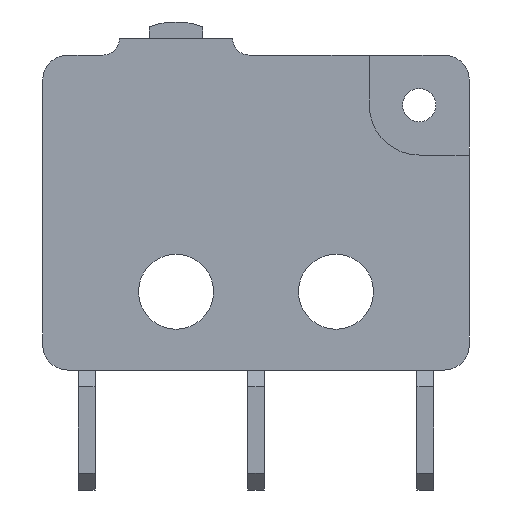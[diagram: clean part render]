
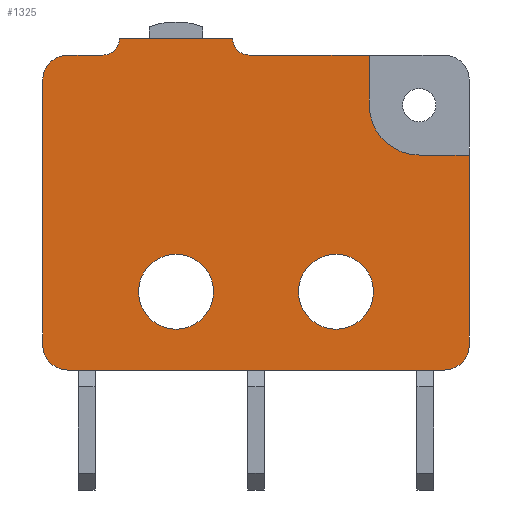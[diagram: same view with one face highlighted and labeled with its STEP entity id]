
A CAD part, front view. The second image highlights one B-rep face of the part: STEP entity #1325.
In plain terms, the highlighted face is planar.
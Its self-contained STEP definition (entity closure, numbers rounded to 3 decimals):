
#31=FACE_BOUND('',#192,.T.);
#32=FACE_BOUND('',#193,.T.);
#51=PLANE('',#1437);
#114=FACE_OUTER_BOUND('',#191,.T.);
#191=EDGE_LOOP('',(#1015,#1016,#1017,#1018,#1019,#1020,#1021,#1022,#1023,
#1024,#1025,#1026,#1027,#1028));
#192=EDGE_LOOP('',(#1029));
#193=EDGE_LOOP('',(#1030));
#258=LINE('',#1909,#411);
#263=LINE('',#1924,#416);
#276=LINE('',#1960,#429);
#278=LINE('',#1966,#431);
#280=LINE('',#1975,#433);
#289=LINE('',#1997,#442);
#293=LINE('',#2008,#446);
#295=LINE('',#2014,#448);
#411=VECTOR('',#1531,10.);
#416=VECTOR('',#1544,10.);
#429=VECTOR('',#1575,10.);
#431=VECTOR('',#1583,10.);
#433=VECTOR('',#1593,10.);
#442=VECTOR('',#1616,10.);
#446=VECTOR('',#1628,10.);
#448=VECTOR('',#1636,10.);
#559=CIRCLE('',#1399,0.5);
#561=CIRCLE('',#1402,0.5);
#562=CIRCLE('',#1405,0.75);
#569=CIRCLE('',#1415,0.75);
#570=CIRCLE('',#1418,0.75);
#575=CIRCLE('',#1432,1.5);
#578=CIRCLE('',#1438,1.125);
#579=CIRCLE('',#1439,1.125);
#596=VERTEX_POINT('',#1890);
#597=VERTEX_POINT('',#1892);
#600=VERTEX_POINT('',#1899);
#601=VERTEX_POINT('',#1901);
#603=VERTEX_POINT('',#1907);
#604=VERTEX_POINT('',#1911);
#605=VERTEX_POINT('',#1912);
#609=VERTEX_POINT('',#1922);
#618=VERTEX_POINT('',#1946);
#623=VERTEX_POINT('',#1958);
#624=VERTEX_POINT('',#1962);
#627=VERTEX_POINT('',#1974);
#633=VERTEX_POINT('',#1996);
#635=VERTEX_POINT('',#2002);
#638=VERTEX_POINT('',#2015);
#639=VERTEX_POINT('',#2017);
#722=EDGE_CURVE('',#596,#597,#559,.T.);
#726=EDGE_CURVE('',#600,#601,#561,.T.);
#730=EDGE_CURVE('',#600,#603,#258,.T.);
#731=EDGE_CURVE('',#604,#605,#562,.T.);
#737=EDGE_CURVE('',#604,#609,#263,.T.);
#749=EDGE_CURVE('',#618,#609,#569,.T.);
#756=EDGE_CURVE('',#618,#623,#276,.T.);
#757=EDGE_CURVE('',#624,#603,#570,.T.);
#759=EDGE_CURVE('',#624,#605,#278,.T.);
#763=EDGE_CURVE('',#627,#597,#280,.T.);
#774=EDGE_CURVE('',#633,#627,#289,.T.);
#777=EDGE_CURVE('',#635,#633,#575,.T.);
#780=EDGE_CURVE('',#623,#635,#293,.T.);
#783=EDGE_CURVE('',#596,#601,#295,.T.);
#784=EDGE_CURVE('',#638,#638,#578,.T.);
#785=EDGE_CURVE('',#639,#639,#579,.T.);
#1015=ORIENTED_EDGE('',*,*,#731,.F.);
#1016=ORIENTED_EDGE('',*,*,#737,.T.);
#1017=ORIENTED_EDGE('',*,*,#749,.F.);
#1018=ORIENTED_EDGE('',*,*,#756,.T.);
#1019=ORIENTED_EDGE('',*,*,#780,.T.);
#1020=ORIENTED_EDGE('',*,*,#777,.T.);
#1021=ORIENTED_EDGE('',*,*,#774,.T.);
#1022=ORIENTED_EDGE('',*,*,#763,.T.);
#1023=ORIENTED_EDGE('',*,*,#722,.F.);
#1024=ORIENTED_EDGE('',*,*,#783,.T.);
#1025=ORIENTED_EDGE('',*,*,#726,.F.);
#1026=ORIENTED_EDGE('',*,*,#730,.T.);
#1027=ORIENTED_EDGE('',*,*,#757,.F.);
#1028=ORIENTED_EDGE('',*,*,#759,.T.);
#1029=ORIENTED_EDGE('',*,*,#784,.T.);
#1030=ORIENTED_EDGE('',*,*,#785,.T.);
#1325=ADVANCED_FACE('',(#114,#31,#32),#51,.T.);
#1399=AXIS2_PLACEMENT_3D('',#1893,#1516,#1517);
#1402=AXIS2_PLACEMENT_3D('',#1902,#1524,#1525);
#1405=AXIS2_PLACEMENT_3D('',#1913,#1534,#1535);
#1415=AXIS2_PLACEMENT_3D('',#1947,#1565,#1566);
#1418=AXIS2_PLACEMENT_3D('',#1963,#1578,#1579);
#1432=AXIS2_PLACEMENT_3D('',#2003,#1621,#1622);
#1437=AXIS2_PLACEMENT_3D('',#2013,#1634,#1635);
#1438=AXIS2_PLACEMENT_3D('',#2016,#1637,#1638);
#1439=AXIS2_PLACEMENT_3D('',#2018,#1639,#1640);
#1516=DIRECTION('center_axis',(1.,0.,0.));
#1517=DIRECTION('ref_axis',(0.,-0.707,-0.707));
#1524=DIRECTION('center_axis',(1.,0.,0.));
#1525=DIRECTION('ref_axis',(0.,0.707,-0.707));
#1531=DIRECTION('',(0.,-1.,0.));
#1534=DIRECTION('center_axis',(-1.,0.,0.));
#1535=DIRECTION('ref_axis',(0.,-0.707,-0.707));
#1544=DIRECTION('',(0.,1.,0.));
#1565=DIRECTION('center_axis',(-1.,0.,0.));
#1566=DIRECTION('ref_axis',(0.,0.707,-0.707));
#1575=DIRECTION('',(0.,0.,1.));
#1578=DIRECTION('center_axis',(-1.,0.,0.));
#1579=DIRECTION('ref_axis',(0.,-0.707,0.707));
#1583=DIRECTION('',(0.,0.,-1.));
#1593=DIRECTION('',(0.,-1.,0.));
#1616=DIRECTION('',(0.,0.,1.));
#1621=DIRECTION('center_axis',(-1.,0.,0.));
#1622=DIRECTION('ref_axis',(0.,-1.,0.));
#1628=DIRECTION('',(0.,-1.,0.));
#1634=DIRECTION('center_axis',(1.,0.,0.));
#1635=DIRECTION('ref_axis',(0.,1.,0.));
#1636=DIRECTION('',(0.,-1.,0.));
#1637=DIRECTION('center_axis',(-1.,0.,0.));
#1638=DIRECTION('ref_axis',(0.,1.,0.));
#1639=DIRECTION('center_axis',(-1.,0.,0.));
#1640=DIRECTION('ref_axis',(0.,1.,0.));
#1890=CARTESIAN_POINT('',(2.55,4.38,9.95));
#1892=CARTESIAN_POINT('',(2.55,4.88,9.45));
#1893=CARTESIAN_POINT('Origin',(2.55,4.88,9.95));
#1899=CARTESIAN_POINT('',(2.55,0.48,9.45));
#1901=CARTESIAN_POINT('',(2.55,0.98,9.95));
#1902=CARTESIAN_POINT('Origin',(2.55,0.48,9.95));
#1907=CARTESIAN_POINT('',(2.55,-0.57,9.45));
#1909=CARTESIAN_POINT('',(2.55,-1.32,9.45));
#1911=CARTESIAN_POINT('',(2.55,-0.57,0.));
#1912=CARTESIAN_POINT('',(2.55,-1.32,0.75));
#1913=CARTESIAN_POINT('Origin',(2.55,-0.57,0.75));
#1922=CARTESIAN_POINT('',(2.55,10.73,0.));
#1924=CARTESIAN_POINT('',(2.55,11.48,0.));
#1946=CARTESIAN_POINT('',(2.55,11.48,0.75));
#1947=CARTESIAN_POINT('Origin',(2.55,10.73,0.75));
#1958=CARTESIAN_POINT('',(2.55,11.48,6.45));
#1960=CARTESIAN_POINT('',(2.55,11.48,9.45));
#1962=CARTESIAN_POINT('',(2.55,-1.32,8.7));
#1963=CARTESIAN_POINT('Origin',(2.55,-0.57,8.7));
#1966=CARTESIAN_POINT('',(2.55,-1.32,0.));
#1974=CARTESIAN_POINT('',(2.55,8.48,9.45));
#1975=CARTESIAN_POINT('',(2.55,-1.32,9.45));
#1996=CARTESIAN_POINT('',(2.55,8.48,7.95));
#1997=CARTESIAN_POINT('',(2.55,8.48,6.463));
#2002=CARTESIAN_POINT('',(2.55,9.98,6.45));
#2003=CARTESIAN_POINT('Origin',(2.55,9.98,7.95));
#2008=CARTESIAN_POINT('',(2.55,8.28,6.45));
#2013=CARTESIAN_POINT('Origin',(2.55,5.08,4.975));
#2014=CARTESIAN_POINT('',(2.55,0.98,9.95));
#2015=CARTESIAN_POINT('',(2.55,1.555,2.35));
#2016=CARTESIAN_POINT('Origin',(2.55,2.68,2.35));
#2017=CARTESIAN_POINT('',(2.55,6.355,2.35));
#2018=CARTESIAN_POINT('Origin',(2.55,7.48,2.35));
